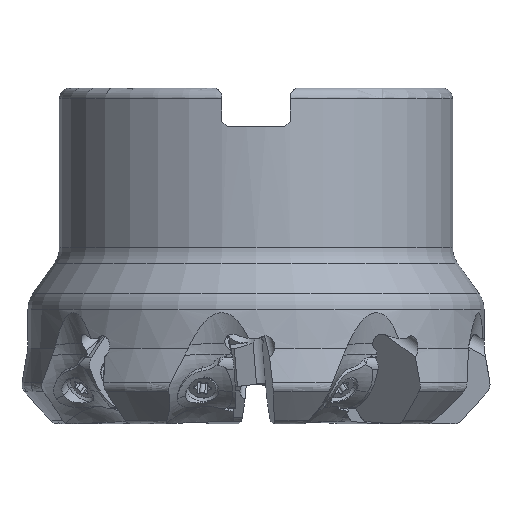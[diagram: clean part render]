
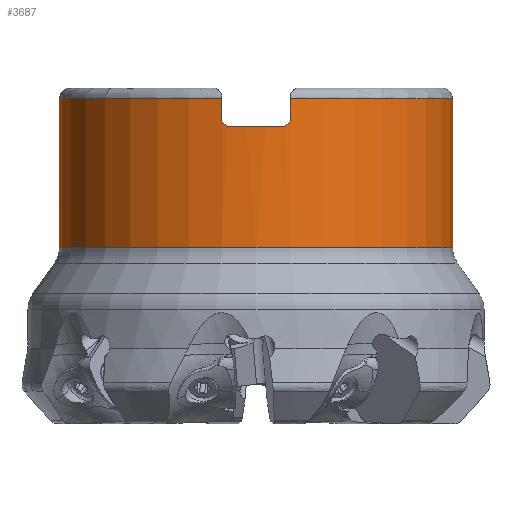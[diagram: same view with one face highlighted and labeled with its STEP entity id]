
A CAD part, front view. The second image highlights one B-rep face of the part: STEP entity #3687.
In plain terms, the highlighted cylindrical face has radius 36.5 mm (diameter 73 mm), a partial arc.
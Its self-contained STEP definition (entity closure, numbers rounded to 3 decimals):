
#810=CYLINDRICAL_SURFACE('',#22529,36.5);
#1472=LINE('',#33590,#2576);
#1488=LINE('',#33803,#2592);
#1492=LINE('',#33827,#2596);
#1493=LINE('',#33831,#2597);
#2576=VECTOR('',#25500,1.);
#2592=VECTOR('',#25568,1.);
#2596=VECTOR('',#25586,1.);
#2597=VECTOR('',#25589,1.);
#3687=ADVANCED_FACE('',(#5168),#810,.T.);
#5168=FACE_OUTER_BOUND('',#6384,.T.);
#6384=EDGE_LOOP('',(#9394,#9395,#9396,#9397,#9398,#9399,#9400,#9401,#9402,
#9403,#9404));
#7695=CIRCLE('',#22522,36.5);
#7696=CIRCLE('',#22525,36.5);
#7697=CIRCLE('',#22526,36.5);
#7698=CIRCLE('',#22527,36.5);
#7699=CIRCLE('',#22528,36.5);
#9394=ORIENTED_EDGE('',*,*,#18098,.T.);
#9395=ORIENTED_EDGE('',*,*,#18099,.T.);
#9396=ORIENTED_EDGE('',*,*,#18100,.T.);
#9397=ORIENTED_EDGE('',*,*,#18101,.F.);
#9398=ORIENTED_EDGE('',*,*,#18102,.T.);
#9399=ORIENTED_EDGE('',*,*,#18103,.T.);
#9400=ORIENTED_EDGE('',*,*,#18043,.T.);
#9401=ORIENTED_EDGE('',*,*,#18097,.T.);
#9402=ORIENTED_EDGE('',*,*,#18095,.T.);
#9403=ORIENTED_EDGE('',*,*,#18093,.T.);
#9404=ORIENTED_EDGE('',*,*,#18091,.T.);
#15810=VERTEX_POINT('',#33589);
#15811=VERTEX_POINT('',#33591);
#15845=VERTEX_POINT('',#33802);
#15846=VERTEX_POINT('',#33804);
#15847=VERTEX_POINT('',#33811);
#15848=VERTEX_POINT('',#33815);
#15849=VERTEX_POINT('',#33824);
#15850=VERTEX_POINT('',#33826);
#15851=VERTEX_POINT('',#33828);
#15852=VERTEX_POINT('',#33830);
#15853=VERTEX_POINT('',#33832);
#18043=EDGE_CURVE('',#15811,#15810,#1472,.T.);
#18091=EDGE_CURVE('',#15846,#15845,#1488,.T.);
#18093=EDGE_CURVE('',#15847,#15846,#21214,.T.);
#18095=EDGE_CURVE('',#15848,#15847,#7695,.T.);
#18097=EDGE_CURVE('',#15810,#15848,#21215,.T.);
#18098=EDGE_CURVE('',#15845,#15849,#7696,.T.);
#18099=EDGE_CURVE('',#15849,#15850,#7697,.T.);
#18100=EDGE_CURVE('',#15850,#15851,#1492,.T.);
#18101=EDGE_CURVE('',#15852,#15851,#7698,.T.);
#18102=EDGE_CURVE('',#15852,#15853,#1493,.T.);
#18103=EDGE_CURVE('',#15853,#15811,#7699,.T.);
#21214=B_SPLINE_CURVE_WITH_KNOTS('',3,(#33807,#33808,#33809,#33810),
 .UNSPECIFIED.,.F.,.F.,(4,4),(0.,1.),.UNSPECIFIED.);
#21215=B_SPLINE_CURVE_WITH_KNOTS('',3,(#33818,#33819,#33820,#33821),
 .UNSPECIFIED.,.F.,.F.,(4,4),(0.,1.),.UNSPECIFIED.);
#22522=AXIS2_PLACEMENT_3D('',#33814,#25575,#25576);
#22525=AXIS2_PLACEMENT_3D('',#33823,#25582,#25583);
#22526=AXIS2_PLACEMENT_3D('',#33825,#25584,#25585);
#22527=AXIS2_PLACEMENT_3D('',#33829,#25587,#25588);
#22528=AXIS2_PLACEMENT_3D('',#33833,#25590,#25591);
#22529=AXIS2_PLACEMENT_3D('',#33834,#25592,#25593);
#25500=DIRECTION('',(0.,0.,-1.));
#25568=DIRECTION('',(0.,0.,1.));
#25575=DIRECTION('',(0.,0.,-1.));
#25576=DIRECTION('',(0.147,-0.989,0.));
#25582=DIRECTION('',(0.,0.,-1.));
#25583=DIRECTION('',(-0.174,-0.985,0.));
#25584=DIRECTION('',(0.,0.,-1.));
#25585=DIRECTION('',(-1.,0.,0.));
#25586=DIRECTION('',(0.,0.,-1.));
#25587=DIRECTION('',(0.,0.,-1.));
#25588=DIRECTION('',(1.,0.,0.));
#25589=DIRECTION('',(0.,0.,1.));
#25590=DIRECTION('',(0.,0.,-1.));
#25591=DIRECTION('',(1.,0.,0.));
#25592=DIRECTION('',(0.,0.,-1.));
#25593=DIRECTION('',(-1.,0.,0.));
#33589=CARTESIAN_POINT('',(6.35,-35.943,-6.14));
#33590=CARTESIAN_POINT('',(6.35,-35.943,-2.));
#33591=CARTESIAN_POINT('',(6.35,-35.943,-2.));
#33802=CARTESIAN_POINT('',(-6.35,-35.943,-2.));
#33803=CARTESIAN_POINT('',(-6.35,-35.943,-6.14));
#33804=CARTESIAN_POINT('',(-6.35,-35.943,-6.14));
#33807=CARTESIAN_POINT('',(-5.35,-36.106,-7.14));
#33808=CARTESIAN_POINT('',(-5.684,-36.056,-6.806));
#33809=CARTESIAN_POINT('',(-6.017,-36.002,-6.473));
#33810=CARTESIAN_POINT('',(-6.35,-35.943,-6.14));
#33811=CARTESIAN_POINT('',(-5.35,-36.106,-7.14));
#33814=CARTESIAN_POINT('',(0.,0.,-7.14));
#33815=CARTESIAN_POINT('',(5.35,-36.106,-7.14));
#33818=CARTESIAN_POINT('',(6.35,-35.943,-6.14));
#33819=CARTESIAN_POINT('',(6.017,-36.002,-6.473));
#33820=CARTESIAN_POINT('',(5.684,-36.056,-6.806));
#33821=CARTESIAN_POINT('',(5.35,-36.106,-7.14));
#33823=CARTESIAN_POINT('',(0.,0.,-2.));
#33824=CARTESIAN_POINT('',(-36.5,-0.016,-2.));
#33825=CARTESIAN_POINT('',(0.,0.,-2.));
#33826=CARTESIAN_POINT('',(-36.5,0.,-2.));
#33827=CARTESIAN_POINT('',(-36.5,0.,-2.));
#33828=CARTESIAN_POINT('',(-36.5,0.,-29.604));
#33829=CARTESIAN_POINT('',(0.,0.,-29.604));
#33830=CARTESIAN_POINT('',(36.5,0.,-29.604));
#33831=CARTESIAN_POINT('',(36.5,0.,-29.604));
#33832=CARTESIAN_POINT('',(36.5,0.,-2.));
#33833=CARTESIAN_POINT('',(0.,0.,-2.));
#33834=CARTESIAN_POINT('',(0.,0.,-1.448));
